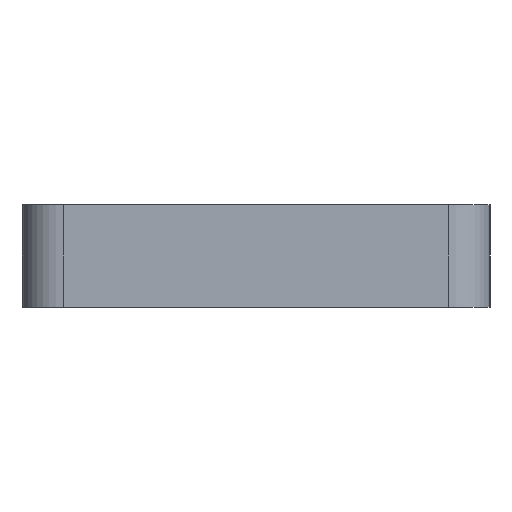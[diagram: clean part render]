
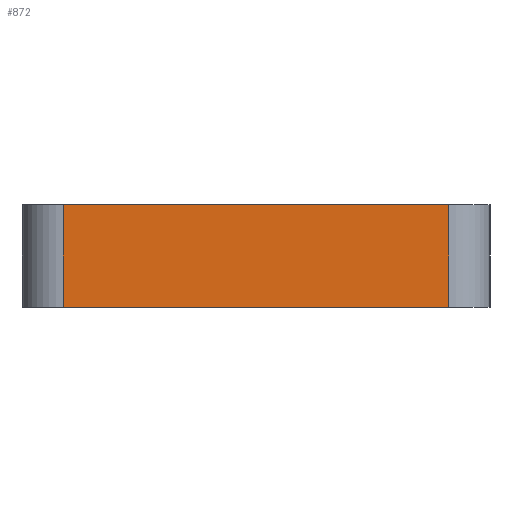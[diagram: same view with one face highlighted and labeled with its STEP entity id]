
A CAD part, left-side view. The second image highlights one B-rep face of the part: STEP entity #872.
In plain terms, the highlighted planar face has unit normal (-1, 0, 0).
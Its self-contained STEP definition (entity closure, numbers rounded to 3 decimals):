
#57 = DIRECTION ( 'NONE',  ( 1., 0., 0. ) ) ;
#94 = EDGE_CURVE ( 'NONE', #124, #142, #847, .T. ) ;
#97 = LINE ( 'NONE', #328, #742 ) ;
#101 = DIRECTION ( 'NONE',  ( 0., -1., 0. ) ) ;
#124 = VERTEX_POINT ( 'NONE', #354 ) ;
#142 = VERTEX_POINT ( 'NONE', #276 ) ;
#215 = AXIS2_PLACEMENT_3D ( 'NONE', #916, #57, #695 ) ;
#229 = ORIENTED_EDGE ( 'NONE', *, *, #741, .T. ) ;
#259 = DIRECTION ( 'NONE',  ( 0., 0., -1. ) ) ;
#276 = CARTESIAN_POINT ( 'NONE',  ( -293., -37.5, 0. ) ) ;
#328 = CARTESIAN_POINT ( 'NONE',  ( -293., 37.5, 20. ) ) ;
#344 = LINE ( 'NONE', #671, #407 ) ;
#347 = EDGE_CURVE ( 'NONE', #457, #124, #97, .T. ) ;
#354 = CARTESIAN_POINT ( 'NONE',  ( -293., 37.5, 0. ) ) ;
#407 = VECTOR ( 'NONE', #723, 1000. ) ;
#441 = CARTESIAN_POINT ( 'NONE',  ( -293., -37.5, 20. ) ) ;
#448 = CARTESIAN_POINT ( 'NONE',  ( -293., -45.5, 0. ) ) ;
#457 = VERTEX_POINT ( 'NONE', #573 ) ;
#483 = EDGE_CURVE ( 'NONE', #457, #876, #492, .T. ) ;
#492 = LINE ( 'NONE', #811, #586 ) ;
#554 = EDGE_LOOP ( 'NONE', ( #649, #603, #676, #229 ) ) ;
#573 = CARTESIAN_POINT ( 'NONE',  ( -293., 37.5, 20. ) ) ;
#586 = VECTOR ( 'NONE', #101, 1000. ) ;
#603 = ORIENTED_EDGE ( 'NONE', *, *, #347, .T. ) ;
#606 = DIRECTION ( 'NONE',  ( 0., -1., 0. ) ) ;
#649 = ORIENTED_EDGE ( 'NONE', *, *, #483, .F. ) ;
#670 = VECTOR ( 'NONE', #606, 1000. ) ;
#671 = CARTESIAN_POINT ( 'NONE',  ( -293., -37.5, 20. ) ) ;
#675 = FACE_OUTER_BOUND ( 'NONE', #554, .T. ) ;
#676 = ORIENTED_EDGE ( 'NONE', *, *, #94, .T. ) ;
#695 = DIRECTION ( 'NONE',  ( 0., 0., -1. ) ) ;
#723 = DIRECTION ( 'NONE',  ( 0., 0., 1. ) ) ;
#741 = EDGE_CURVE ( 'NONE', #142, #876, #344, .T. ) ;
#742 = VECTOR ( 'NONE', #259, 1000. ) ;
#765 = PLANE ( 'NONE',  #215 ) ;
#811 = CARTESIAN_POINT ( 'NONE',  ( -293., -45.5, 20. ) ) ;
#847 = LINE ( 'NONE', #448, #670 ) ;
#872 = ADVANCED_FACE ( 'NONE', ( #675 ), #765, .F. ) ;
#876 = VERTEX_POINT ( 'NONE', #441 ) ;
#916 = CARTESIAN_POINT ( 'NONE',  ( -293., -45.5, 20. ) ) ;
